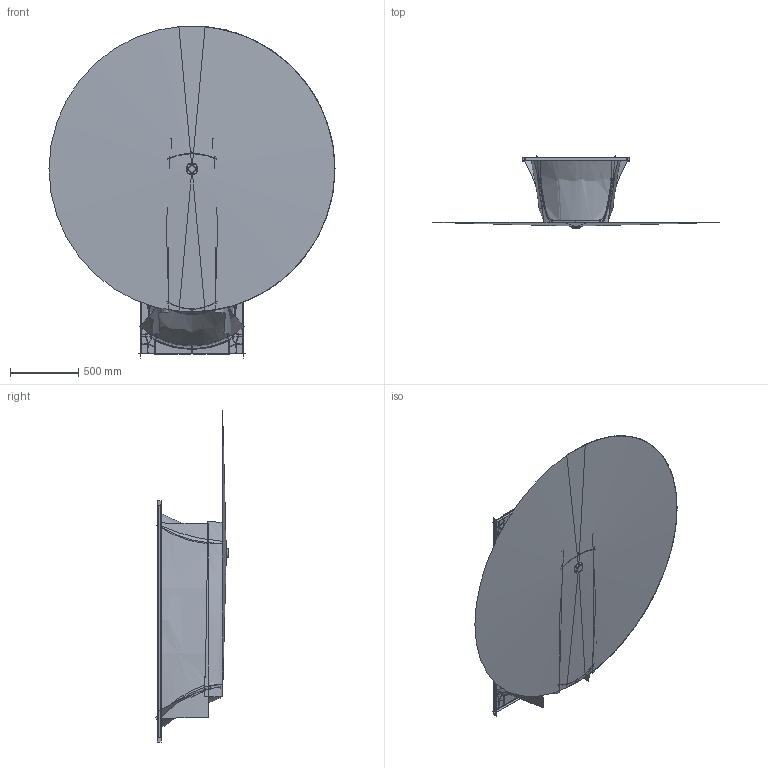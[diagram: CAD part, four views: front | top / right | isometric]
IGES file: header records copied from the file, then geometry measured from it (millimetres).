
Start section:  PTC IGES file: v3p0801-001.igs
Global section: file name: v3p0801-001.igs; native system: Pro/ENGINEER by Parametric Technology Corporation; preprocessor: 2008230; author: nieboerk; organization: Unknown; date: 20090618.154148; units: millimetre
Bounding box: 2090.45 x 531.88 x 2426.24 mm (x, y, z)
Surface area: 8698473.2 mm2 (no closed solid volume)
Topology: 0 solids, 0 shells, 322 faces, 3974 edges, 5110 vertices
Faces by surface type: bspline 282, revolution 40
